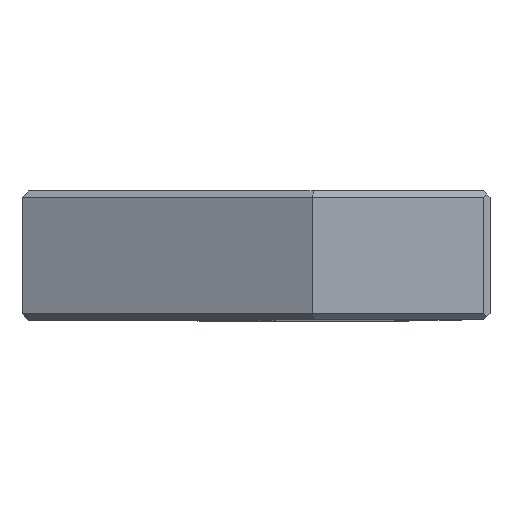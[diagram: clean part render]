
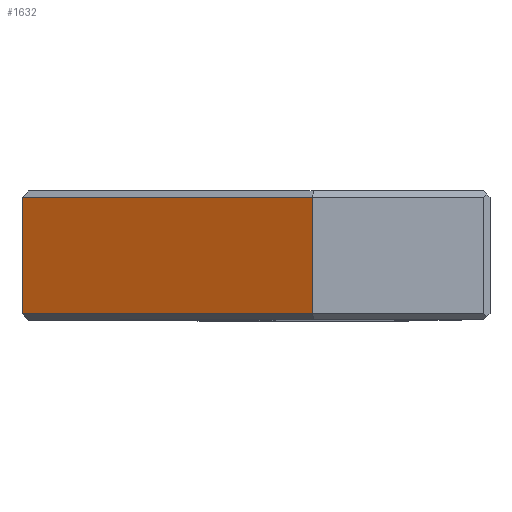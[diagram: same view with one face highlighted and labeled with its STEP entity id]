
A CAD part, top view. The second image highlights one B-rep face of the part: STEP entity #1632.
In plain terms, the highlighted planar face has unit normal (-0.447, 0, 0.894).
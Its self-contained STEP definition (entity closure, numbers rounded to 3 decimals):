
#151=FACE_OUTER_BOUND('',#254,.T.);
#254=EDGE_LOOP('',(#1230,#1231,#1232,#1233));
#389=LINE('',#2537,#567);
#397=LINE('',#2554,#575);
#400=LINE('',#2560,#578);
#401=LINE('',#2561,#579);
#567=VECTOR('',#1988,10.);
#575=VECTOR('',#2004,10.);
#578=VECTOR('',#2009,10.);
#579=VECTOR('',#2010,10.);
#747=VERTEX_POINT('',#2527);
#750=VERTEX_POINT('',#2535);
#755=VERTEX_POINT('',#2553);
#757=VERTEX_POINT('',#2559);
#920=EDGE_CURVE('',#750,#747,#389,.T.);
#928=EDGE_CURVE('',#755,#747,#397,.T.);
#931=EDGE_CURVE('',#750,#757,#400,.T.);
#932=EDGE_CURVE('',#755,#757,#401,.T.);
#1230=ORIENTED_EDGE('',*,*,#920,.F.);
#1231=ORIENTED_EDGE('',*,*,#931,.T.);
#1232=ORIENTED_EDGE('',*,*,#932,.F.);
#1233=ORIENTED_EDGE('',*,*,#928,.T.);
#1559=PLANE('',#1751);
#1632=ADVANCED_FACE('',(#151),#1559,.T.);
#1751=AXIS2_PLACEMENT_3D('',#2558,#2007,#2008);
#1988=DIRECTION('',(0.894,0.,0.447));
#2004=DIRECTION('',(0.,1.,0.));
#2007=DIRECTION('center_axis',(-0.447,0.,0.894));
#2008=DIRECTION('ref_axis',(0.894,0.,0.447));
#2009=DIRECTION('',(0.,-1.,0.));
#2010=DIRECTION('',(-0.894,0.,-0.447));
#2527=CARTESIAN_POINT('',(102.871,52.139,19.56));
#2535=CARTESIAN_POINT('',(84.871,52.139,10.56));
#2537=CARTESIAN_POINT('',(91.771,52.139,14.01));
#2553=CARTESIAN_POINT('',(102.871,44.939,19.56));
#2554=CARTESIAN_POINT('',(102.871,44.539,19.56));
#2558=CARTESIAN_POINT('Origin',(93.871,44.539,15.06));
#2559=CARTESIAN_POINT('',(84.871,44.939,10.56));
#2560=CARTESIAN_POINT('',(84.871,44.539,10.56));
#2561=CARTESIAN_POINT('',(91.771,44.939,14.01));
